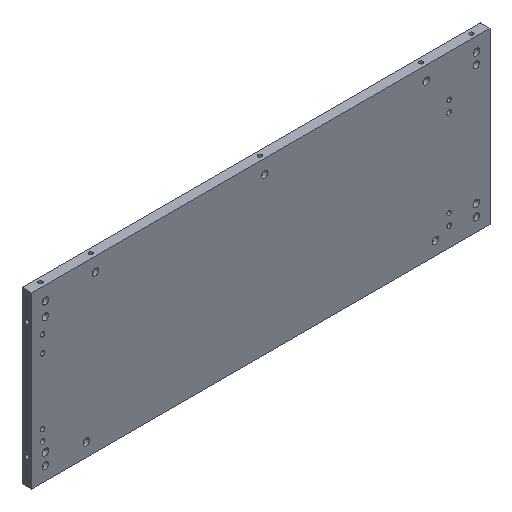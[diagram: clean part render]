
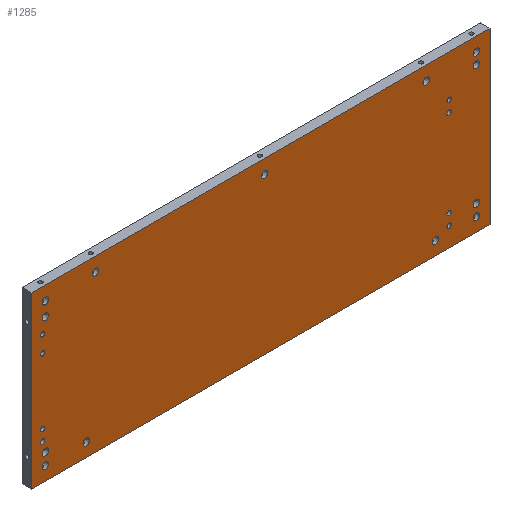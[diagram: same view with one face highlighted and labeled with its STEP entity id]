
A CAD part, isometric view. The second image highlights one B-rep face of the part: STEP entity #1285.
In plain terms, the highlighted planar face has unit normal (0, -1, 0).
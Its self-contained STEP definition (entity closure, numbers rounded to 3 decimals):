
#71=FACE_BOUND('',#299,.T.);
#72=FACE_BOUND('',#300,.T.);
#73=FACE_BOUND('',#301,.T.);
#74=FACE_BOUND('',#302,.T.);
#75=FACE_BOUND('',#303,.T.);
#76=FACE_BOUND('',#304,.T.);
#77=FACE_BOUND('',#305,.T.);
#78=FACE_BOUND('',#306,.T.);
#79=FACE_BOUND('',#307,.T.);
#80=FACE_BOUND('',#308,.T.);
#81=FACE_BOUND('',#309,.T.);
#82=FACE_BOUND('',#310,.T.);
#83=FACE_BOUND('',#311,.T.);
#84=FACE_BOUND('',#312,.T.);
#85=FACE_BOUND('',#313,.T.);
#86=FACE_BOUND('',#314,.T.);
#87=FACE_BOUND('',#315,.T.);
#88=FACE_BOUND('',#316,.T.);
#89=FACE_BOUND('',#317,.T.);
#90=FACE_BOUND('',#318,.T.);
#91=FACE_BOUND('',#319,.T.);
#110=PLANE('',#1433);
#176=FACE_OUTER_BOUND('',#298,.T.);
#298=EDGE_LOOP('',(#1148,#1149,#1150,#1151));
#299=EDGE_LOOP('',(#1152));
#300=EDGE_LOOP('',(#1153));
#301=EDGE_LOOP('',(#1154));
#302=EDGE_LOOP('',(#1155));
#303=EDGE_LOOP('',(#1156));
#304=EDGE_LOOP('',(#1157));
#305=EDGE_LOOP('',(#1158));
#306=EDGE_LOOP('',(#1159));
#307=EDGE_LOOP('',(#1160));
#308=EDGE_LOOP('',(#1161));
#309=EDGE_LOOP('',(#1162));
#310=EDGE_LOOP('',(#1163));
#311=EDGE_LOOP('',(#1164));
#312=EDGE_LOOP('',(#1165));
#313=EDGE_LOOP('',(#1166));
#314=EDGE_LOOP('',(#1167));
#315=EDGE_LOOP('',(#1168));
#316=EDGE_LOOP('',(#1169));
#317=EDGE_LOOP('',(#1170));
#318=EDGE_LOOP('',(#1171));
#319=EDGE_LOOP('',(#1172));
#411=LINE('',#2968,#474);
#414=LINE('',#2974,#477);
#417=LINE('',#2980,#480);
#420=LINE('',#2984,#483);
#474=VECTOR('',#1747,10.);
#477=VECTOR('',#1752,10.);
#480=VECTOR('',#1757,10.);
#483=VECTOR('',#1762,10.);
#510=CIRCLE('',#1366,6.);
#512=CIRCLE('',#1369,6.);
#514=CIRCLE('',#1372,6.);
#516=CIRCLE('',#1375,4.);
#518=CIRCLE('',#1378,4.);
#520=CIRCLE('',#1381,4.);
#522=CIRCLE('',#1384,4.);
#524=CIRCLE('',#1387,6.);
#526=CIRCLE('',#1390,6.);
#528=CIRCLE('',#1393,6.);
#530=CIRCLE('',#1396,6.);
#532=CIRCLE('',#1399,6.);
#534=CIRCLE('',#1402,6.);
#536=CIRCLE('',#1405,6.);
#538=CIRCLE('',#1408,6.);
#540=CIRCLE('',#1411,6.);
#542=CIRCLE('',#1414,4.);
#544=CIRCLE('',#1417,4.);
#546=CIRCLE('',#1420,4.);
#548=CIRCLE('',#1423,4.);
#550=CIRCLE('',#1426,6.);
#616=VERTEX_POINT('',#2832);
#618=VERTEX_POINT('',#2838);
#620=VERTEX_POINT('',#2844);
#622=VERTEX_POINT('',#2851);
#624=VERTEX_POINT('',#2857);
#626=VERTEX_POINT('',#2863);
#628=VERTEX_POINT('',#2869);
#630=VERTEX_POINT('',#2875);
#632=VERTEX_POINT('',#2881);
#634=VERTEX_POINT('',#2887);
#636=VERTEX_POINT('',#2893);
#638=VERTEX_POINT('',#2900);
#640=VERTEX_POINT('',#2906);
#642=VERTEX_POINT('',#2912);
#644=VERTEX_POINT('',#2919);
#646=VERTEX_POINT('',#2926);
#648=VERTEX_POINT('',#2932);
#650=VERTEX_POINT('',#2938);
#652=VERTEX_POINT('',#2944);
#654=VERTEX_POINT('',#2950);
#656=VERTEX_POINT('',#2956);
#660=VERTEX_POINT('',#2965);
#661=VERTEX_POINT('',#2967);
#663=VERTEX_POINT('',#2973);
#665=VERTEX_POINT('',#2979);
#756=EDGE_CURVE('',#616,#616,#510,.T.);
#759=EDGE_CURVE('',#618,#618,#512,.T.);
#762=EDGE_CURVE('',#620,#620,#514,.T.);
#766=EDGE_CURVE('',#622,#622,#516,.T.);
#769=EDGE_CURVE('',#624,#624,#518,.T.);
#772=EDGE_CURVE('',#626,#626,#520,.T.);
#775=EDGE_CURVE('',#628,#628,#522,.T.);
#778=EDGE_CURVE('',#630,#630,#524,.T.);
#781=EDGE_CURVE('',#632,#632,#526,.T.);
#784=EDGE_CURVE('',#634,#634,#528,.T.);
#787=EDGE_CURVE('',#636,#636,#530,.T.);
#791=EDGE_CURVE('',#638,#638,#532,.T.);
#794=EDGE_CURVE('',#640,#640,#534,.T.);
#797=EDGE_CURVE('',#642,#642,#536,.T.);
#801=EDGE_CURVE('',#644,#644,#538,.T.);
#805=EDGE_CURVE('',#646,#646,#540,.T.);
#808=EDGE_CURVE('',#648,#648,#542,.T.);
#811=EDGE_CURVE('',#650,#650,#544,.T.);
#814=EDGE_CURVE('',#652,#652,#546,.T.);
#817=EDGE_CURVE('',#654,#654,#548,.T.);
#820=EDGE_CURVE('',#656,#656,#550,.T.);
#825=EDGE_CURVE('',#661,#660,#411,.T.);
#828=EDGE_CURVE('',#663,#661,#414,.T.);
#831=EDGE_CURVE('',#665,#663,#417,.T.);
#834=EDGE_CURVE('',#660,#665,#420,.T.);
#1148=ORIENTED_EDGE('',*,*,#834,.T.);
#1149=ORIENTED_EDGE('',*,*,#831,.T.);
#1150=ORIENTED_EDGE('',*,*,#828,.T.);
#1151=ORIENTED_EDGE('',*,*,#825,.T.);
#1152=ORIENTED_EDGE('',*,*,#820,.T.);
#1153=ORIENTED_EDGE('',*,*,#817,.T.);
#1154=ORIENTED_EDGE('',*,*,#814,.T.);
#1155=ORIENTED_EDGE('',*,*,#811,.T.);
#1156=ORIENTED_EDGE('',*,*,#808,.T.);
#1157=ORIENTED_EDGE('',*,*,#805,.T.);
#1158=ORIENTED_EDGE('',*,*,#801,.T.);
#1159=ORIENTED_EDGE('',*,*,#797,.T.);
#1160=ORIENTED_EDGE('',*,*,#794,.T.);
#1161=ORIENTED_EDGE('',*,*,#791,.T.);
#1162=ORIENTED_EDGE('',*,*,#787,.T.);
#1163=ORIENTED_EDGE('',*,*,#784,.T.);
#1164=ORIENTED_EDGE('',*,*,#781,.T.);
#1165=ORIENTED_EDGE('',*,*,#778,.T.);
#1166=ORIENTED_EDGE('',*,*,#775,.T.);
#1167=ORIENTED_EDGE('',*,*,#772,.T.);
#1168=ORIENTED_EDGE('',*,*,#769,.T.);
#1169=ORIENTED_EDGE('',*,*,#766,.T.);
#1170=ORIENTED_EDGE('',*,*,#762,.T.);
#1171=ORIENTED_EDGE('',*,*,#759,.T.);
#1172=ORIENTED_EDGE('',*,*,#756,.T.);
#1285=ADVANCED_FACE('',(#176,#71,#72,#73,#74,#75,#76,#77,#78,#79,#80,#81,
#82,#83,#84,#85,#86,#87,#88,#89,#90,#91),#110,.F.);
#1366=AXIS2_PLACEMENT_3D('',#2833,#1594,#1595);
#1369=AXIS2_PLACEMENT_3D('',#2839,#1601,#1602);
#1372=AXIS2_PLACEMENT_3D('',#2845,#1608,#1609);
#1375=AXIS2_PLACEMENT_3D('',#2852,#1616,#1617);
#1378=AXIS2_PLACEMENT_3D('',#2858,#1623,#1624);
#1381=AXIS2_PLACEMENT_3D('',#2864,#1630,#1631);
#1384=AXIS2_PLACEMENT_3D('',#2870,#1637,#1638);
#1387=AXIS2_PLACEMENT_3D('',#2876,#1644,#1645);
#1390=AXIS2_PLACEMENT_3D('',#2882,#1651,#1652);
#1393=AXIS2_PLACEMENT_3D('',#2888,#1658,#1659);
#1396=AXIS2_PLACEMENT_3D('',#2894,#1665,#1666);
#1399=AXIS2_PLACEMENT_3D('',#2901,#1673,#1674);
#1402=AXIS2_PLACEMENT_3D('',#2907,#1680,#1681);
#1405=AXIS2_PLACEMENT_3D('',#2913,#1687,#1688);
#1408=AXIS2_PLACEMENT_3D('',#2920,#1695,#1696);
#1411=AXIS2_PLACEMENT_3D('',#2927,#1703,#1704);
#1414=AXIS2_PLACEMENT_3D('',#2933,#1710,#1711);
#1417=AXIS2_PLACEMENT_3D('',#2939,#1717,#1718);
#1420=AXIS2_PLACEMENT_3D('',#2945,#1724,#1725);
#1423=AXIS2_PLACEMENT_3D('',#2951,#1731,#1732);
#1426=AXIS2_PLACEMENT_3D('',#2957,#1738,#1739);
#1433=AXIS2_PLACEMENT_3D('',#2986,#1765,#1766);
#1594=DIRECTION('center_axis',(0.,1.,0.));
#1595=DIRECTION('ref_axis',(1.,0.,0.));
#1601=DIRECTION('center_axis',(0.,1.,0.));
#1602=DIRECTION('ref_axis',(1.,0.,0.));
#1608=DIRECTION('center_axis',(0.,1.,0.));
#1609=DIRECTION('ref_axis',(1.,0.,0.));
#1616=DIRECTION('center_axis',(0.,1.,0.));
#1617=DIRECTION('ref_axis',(1.,0.,0.));
#1623=DIRECTION('center_axis',(0.,1.,0.));
#1624=DIRECTION('ref_axis',(1.,0.,0.));
#1630=DIRECTION('center_axis',(0.,1.,0.));
#1631=DIRECTION('ref_axis',(1.,0.,0.));
#1637=DIRECTION('center_axis',(0.,1.,0.));
#1638=DIRECTION('ref_axis',(1.,0.,0.));
#1644=DIRECTION('center_axis',(0.,1.,0.));
#1645=DIRECTION('ref_axis',(1.,0.,0.));
#1651=DIRECTION('center_axis',(0.,1.,0.));
#1652=DIRECTION('ref_axis',(1.,0.,0.));
#1658=DIRECTION('center_axis',(0.,1.,0.));
#1659=DIRECTION('ref_axis',(1.,0.,0.));
#1665=DIRECTION('center_axis',(0.,1.,0.));
#1666=DIRECTION('ref_axis',(1.,0.,0.));
#1673=DIRECTION('center_axis',(0.,1.,0.));
#1674=DIRECTION('ref_axis',(1.,0.,0.));
#1680=DIRECTION('center_axis',(0.,1.,0.));
#1681=DIRECTION('ref_axis',(1.,0.,0.));
#1687=DIRECTION('center_axis',(0.,1.,0.));
#1688=DIRECTION('ref_axis',(1.,0.,0.));
#1695=DIRECTION('center_axis',(0.,1.,0.));
#1696=DIRECTION('ref_axis',(1.,0.,0.));
#1703=DIRECTION('center_axis',(0.,1.,0.));
#1704=DIRECTION('ref_axis',(1.,0.,0.));
#1710=DIRECTION('center_axis',(0.,1.,0.));
#1711=DIRECTION('ref_axis',(1.,0.,0.));
#1717=DIRECTION('center_axis',(0.,1.,0.));
#1718=DIRECTION('ref_axis',(1.,0.,0.));
#1724=DIRECTION('center_axis',(0.,1.,0.));
#1725=DIRECTION('ref_axis',(1.,0.,0.));
#1731=DIRECTION('center_axis',(0.,1.,0.));
#1732=DIRECTION('ref_axis',(1.,0.,0.));
#1738=DIRECTION('center_axis',(0.,1.,0.));
#1739=DIRECTION('ref_axis',(1.,0.,0.));
#1747=DIRECTION('',(0.,0.,-1.));
#1752=DIRECTION('',(-1.,0.,0.));
#1757=DIRECTION('',(0.,0.,1.));
#1762=DIRECTION('',(1.,0.,0.));
#1765=DIRECTION('center_axis',(0.,1.,0.));
#1766=DIRECTION('ref_axis',(1.,0.,0.));
#2832=CARTESIAN_POINT('',(-401.,-18.,130.75));
#2833=CARTESIAN_POINT('Origin',(-395.,-18.,130.75));
#2838=CARTESIAN_POINT('',(-309.,-18.,130.75));
#2839=CARTESIAN_POINT('Origin',(-303.,-18.,130.75));
#2844=CARTESIAN_POINT('',(-401.,-18.,105.75));
#2845=CARTESIAN_POINT('Origin',(-395.,-18.,105.75));
#2851=CARTESIAN_POINT('',(-404.,-18.,80.));
#2852=CARTESIAN_POINT('Origin',(-400.,-18.,80.));
#2857=CARTESIAN_POINT('',(-404.,-18.,50.));
#2858=CARTESIAN_POINT('Origin',(-400.,-18.,50.));
#2863=CARTESIAN_POINT('',(-404.,-18.,-90.));
#2864=CARTESIAN_POINT('Origin',(-400.,-18.,-90.));
#2869=CARTESIAN_POINT('',(-404.,-18.,-70.));
#2870=CARTESIAN_POINT('Origin',(-400.,-18.,-70.));
#2875=CARTESIAN_POINT('',(-401.,-18.,-130.75));
#2876=CARTESIAN_POINT('Origin',(-395.,-18.,-130.75));
#2881=CARTESIAN_POINT('',(-326.,-18.,-130.75));
#2882=CARTESIAN_POINT('Origin',(-320.,-18.,-130.75));
#2887=CARTESIAN_POINT('',(297.,-18.,130.75));
#2888=CARTESIAN_POINT('Origin',(303.,-18.,130.75));
#2893=CARTESIAN_POINT('',(389.,-18.,110.75));
#2894=CARTESIAN_POINT('Origin',(395.,-18.,110.75));
#2900=CARTESIAN_POINT('',(389.,-18.,-130.75));
#2901=CARTESIAN_POINT('Origin',(395.,-18.,-130.75));
#2906=CARTESIAN_POINT('',(389.,-18.,130.75));
#2907=CARTESIAN_POINT('Origin',(395.,-18.,130.75));
#2912=CARTESIAN_POINT('',(-401.,-18.,-109.25));
#2913=CARTESIAN_POINT('Origin',(-395.,-18.,-109.25));
#2919=CARTESIAN_POINT('',(389.,-18.,-109.25));
#2920=CARTESIAN_POINT('Origin',(395.,-18.,-109.25));
#2926=CARTESIAN_POINT('',(1.,-18.,130.75));
#2927=CARTESIAN_POINT('Origin',(7.,-18.,130.75));
#2932=CARTESIAN_POINT('',(341.,-18.,-120.));
#2933=CARTESIAN_POINT('Origin',(345.,-18.,-120.));
#2938=CARTESIAN_POINT('',(341.,-18.,-100.));
#2939=CARTESIAN_POINT('Origin',(345.,-18.,-100.));
#2944=CARTESIAN_POINT('',(341.,-18.,60.));
#2945=CARTESIAN_POINT('Origin',(345.,-18.,60.));
#2950=CARTESIAN_POINT('',(341.,-18.,80.));
#2951=CARTESIAN_POINT('Origin',(345.,-18.,80.));
#2956=CARTESIAN_POINT('',(314.,-18.,-130.75));
#2957=CARTESIAN_POINT('Origin',(320.,-18.,-130.75));
#2965=CARTESIAN_POINT('',(-420.,-18.,-155.75));
#2967=CARTESIAN_POINT('',(-420.,-18.,155.75));
#2968=CARTESIAN_POINT('',(-420.,-18.,155.75));
#2973=CARTESIAN_POINT('',(420.,-18.,155.75));
#2974=CARTESIAN_POINT('',(420.,-18.,155.75));
#2979=CARTESIAN_POINT('',(420.,-18.,-155.75));
#2980=CARTESIAN_POINT('',(420.,-18.,-155.75));
#2984=CARTESIAN_POINT('',(-420.,-18.,-155.75));
#2986=CARTESIAN_POINT('Origin',(0.,-18.,0.));
